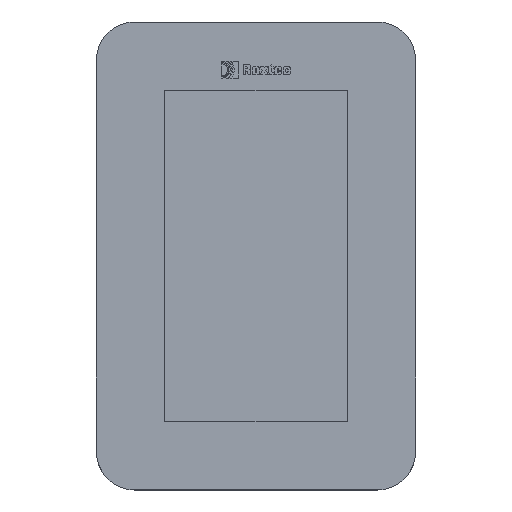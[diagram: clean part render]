
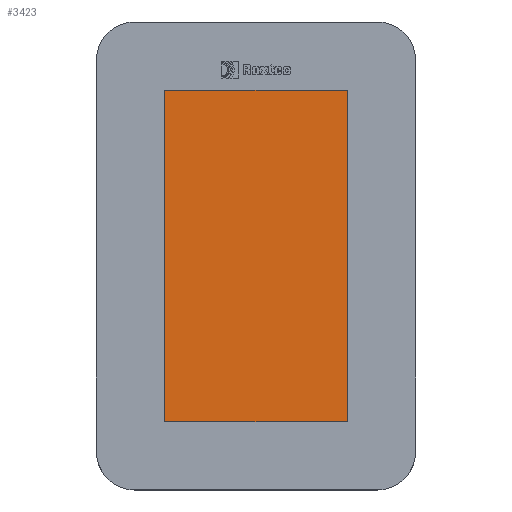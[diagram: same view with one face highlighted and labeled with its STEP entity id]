
A CAD part, top view. The second image highlights one B-rep face of the part: STEP entity #3423.
In plain terms, the highlighted planar face has unit normal (0, 0, 1).
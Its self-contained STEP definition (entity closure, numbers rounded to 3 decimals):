
#312=FACE_OUTER_BOUND('',#514,.T.);
#514=EDGE_LOOP('',(#3014,#3015,#3016,#3017));
#956=LINE('',#5983,#1322);
#957=LINE('',#5985,#1323);
#958=LINE('',#5987,#1324);
#959=LINE('',#5988,#1325);
#1322=VECTOR('',#4369,10.);
#1323=VECTOR('',#4370,10.);
#1324=VECTOR('',#4371,10.);
#1325=VECTOR('',#4372,10.);
#1658=VERTEX_POINT('',#5981);
#1659=VERTEX_POINT('',#5982);
#1660=VERTEX_POINT('',#5984);
#1661=VERTEX_POINT('',#5986);
#2134=EDGE_CURVE('',#1658,#1659,#956,.T.);
#2135=EDGE_CURVE('',#1660,#1658,#957,.T.);
#2136=EDGE_CURVE('',#1661,#1660,#958,.T.);
#2137=EDGE_CURVE('',#1659,#1661,#959,.T.);
#3014=ORIENTED_EDGE('',*,*,#2134,.F.);
#3015=ORIENTED_EDGE('',*,*,#2135,.F.);
#3016=ORIENTED_EDGE('',*,*,#2136,.F.);
#3017=ORIENTED_EDGE('',*,*,#2137,.F.);
#3237=PLANE('',#3643);
#3423=ADVANCED_FACE('',(#312),#3237,.T.);
#3643=AXIS2_PLACEMENT_3D('',#5980,#4367,#4368);
#4367=DIRECTION('center_axis',(0.,0.,1.));
#4368=DIRECTION('ref_axis',(1.,0.,0.));
#4369=DIRECTION('',(-1.,0.,0.));
#4370=DIRECTION('',(0.,-1.,0.));
#4371=DIRECTION('',(1.,0.,0.));
#4372=DIRECTION('',(0.,1.,0.));
#5980=CARTESIAN_POINT('Origin',(0.,0.,-36.));
#5981=CARTESIAN_POINT('',(60.,-109.,-36.));
#5982=CARTESIAN_POINT('',(-60.,-109.,-36.));
#5983=CARTESIAN_POINT('',(-30.,-109.,-36.));
#5984=CARTESIAN_POINT('',(60.,109.,-36.));
#5985=CARTESIAN_POINT('',(60.,-54.5,-36.));
#5986=CARTESIAN_POINT('',(-60.,109.,-36.));
#5987=CARTESIAN_POINT('',(30.,109.,-36.));
#5988=CARTESIAN_POINT('',(-60.,54.5,-36.));
